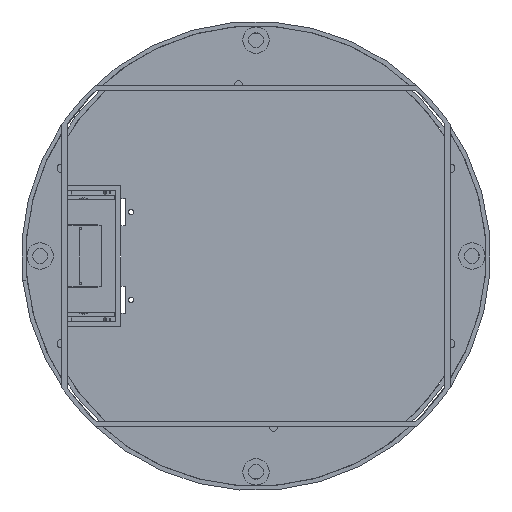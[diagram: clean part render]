
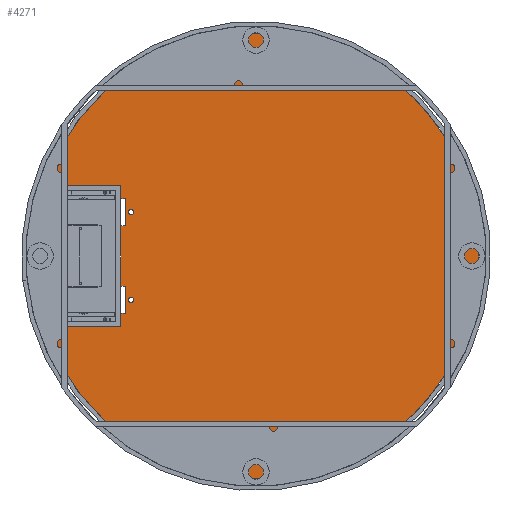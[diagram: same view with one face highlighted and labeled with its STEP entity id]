
A CAD part, front view. The second image highlights one B-rep face of the part: STEP entity #4271.
In plain terms, the highlighted face is planar.
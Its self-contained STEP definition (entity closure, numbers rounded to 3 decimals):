
#3668=CARTESIAN_POINT('',(0.,2.,0.));
#3669=DIRECTION('',(0.,-1.,0.));
#3670=DIRECTION('',(0.,0.,-1.));
#3671=AXIS2_PLACEMENT_3D('',#3668,#3669,#3670);
#3683=CARTESIAN_POINT('',(0.,2.,0.));
#3684=DIRECTION('',(0.,-1.,0.));
#3685=DIRECTION('',(0.942,0.,0.335));
#3686=AXIS2_PLACEMENT_3D('',#3683,#3684,#3685);
#3736=DIRECTION('',(-1.,0.,0.));
#3737=VECTOR('',#3736,33.);
#3738=CARTESIAN_POINT('',(94.75,2.,32.15));
#3739=LINE('',#3738,#3737);
#3740=DIRECTION('',(0.,0.,-1.));
#3741=VECTOR('',#3740,2.05);
#3742=CARTESIAN_POINT('',(94.75,2.,34.2));
#3743=LINE('',#3742,#3741);
#3744=DIRECTION('',(-1.,0.,0.));
#3745=VECTOR('',#3744,1.346);
#3746=CARTESIAN_POINT('',(96.096,2.,34.2));
#3747=LINE('',#3746,#3745);
#3748=DIRECTION('',(1.,0.,0.));
#3749=VECTOR('',#3748,1.346);
#3750=CARTESIAN_POINT('',(94.75,2.,-34.2));
#3751=LINE('',#3750,#3749);
#3752=DIRECTION('',(0.,0.,-1.));
#3753=VECTOR('',#3752,2.05);
#3754=CARTESIAN_POINT('',(94.75,2.,-32.15));
#3755=LINE('',#3754,#3753);
#3756=DIRECTION('',(1.,0.,0.));
#3757=VECTOR('',#3756,33.);
#3758=CARTESIAN_POINT('',(61.75,2.,-32.15));
#3759=LINE('',#3758,#3757);
#3760=DIRECTION('',(0.,0.,-1.));
#3761=VECTOR('',#3760,5.95);
#3762=CARTESIAN_POINT('',(61.75,2.,-26.2));
#3763=LINE('',#3762,#3761);
#3764=DIRECTION('',(1.,0.,0.));
#3765=VECTOR('',#3764,2.2);
#3766=CARTESIAN_POINT('',(59.55,2.,-26.2));
#3767=LINE('',#3766,#3765);
#3768=DIRECTION('',(0.,0.,-1.));
#3769=VECTOR('',#3768,12.4);
#3770=CARTESIAN_POINT('',(59.55,2.,-13.8));
#3771=LINE('',#3770,#3769);
#3772=DIRECTION('',(-1.,0.,0.));
#3773=VECTOR('',#3772,2.2);
#3774=CARTESIAN_POINT('',(61.75,2.,-13.8));
#3775=LINE('',#3774,#3773);
#3776=DIRECTION('',(0.,0.,-1.));
#3777=VECTOR('',#3776,27.6);
#3778=CARTESIAN_POINT('',(61.75,2.,13.8));
#3779=LINE('',#3778,#3777);
#3780=DIRECTION('',(1.,0.,0.));
#3781=VECTOR('',#3780,2.2);
#3782=CARTESIAN_POINT('',(59.55,2.,13.8));
#3783=LINE('',#3782,#3781);
#3784=DIRECTION('',(0.,0.,-1.));
#3785=VECTOR('',#3784,12.4);
#3786=CARTESIAN_POINT('',(59.55,2.,26.2));
#3787=LINE('',#3786,#3785);
#3788=DIRECTION('',(-1.,0.,0.));
#3789=VECTOR('',#3788,2.2);
#3790=CARTESIAN_POINT('',(61.75,2.,26.2));
#3791=LINE('',#3790,#3789);
#3792=DIRECTION('',(0.,0.,-1.));
#3793=VECTOR('',#3792,5.95);
#3794=CARTESIAN_POINT('',(61.75,2.,32.15));
#3795=LINE('',#3794,#3793);
#3796=CARTESIAN_POINT('',(56.95,2.,-20.));
#3797=DIRECTION('',(0.,1.,0.));
#3798=DIRECTION('',(0.,0.,-1.));
#3799=AXIS2_PLACEMENT_3D('',#3796,#3797,#3798);
#3801=CARTESIAN_POINT('',(56.95,2.,-20.));
#3802=DIRECTION('',(0.,1.,0.));
#3803=DIRECTION('',(0.,0.,1.));
#3804=AXIS2_PLACEMENT_3D('',#3801,#3802,#3803);
#3806=CARTESIAN_POINT('',(56.95,2.,20.));
#3807=DIRECTION('',(0.,1.,0.));
#3808=DIRECTION('',(0.,0.,-1.));
#3809=AXIS2_PLACEMENT_3D('',#3806,#3807,#3808);
#3811=CARTESIAN_POINT('',(56.95,2.,20.));
#3812=DIRECTION('',(0.,1.,0.));
#3813=DIRECTION('',(0.,0.,1.));
#3814=AXIS2_PLACEMENT_3D('',#3811,#3812,#3813);
#3816=CARTESIAN_POINT('',(0.,2.,0.));
#3817=DIRECTION('',(0.,1.,0.));
#3818=DIRECTION('',(0.,0.,-1.));
#3819=AXIS2_PLACEMENT_3D('',#3816,#3817,#3818);
#3851=CARTESIAN_POINT('',(0.,2.,-102.));
#3853=VERTEX_POINT('',#3851);
#3855=CARTESIAN_POINT('',(0.,2.,102.));
#3857=VERTEX_POINT('',#3855);
#3872=CARTESIAN_POINT('',(94.75,2.,32.15));
#3873=CARTESIAN_POINT('',(61.75,2.,32.15));
#3874=VERTEX_POINT('',#3872);
#3875=VERTEX_POINT('',#3873);
#3876=CARTESIAN_POINT('',(61.75,2.,26.2));
#3877=VERTEX_POINT('',#3876);
#3878=CARTESIAN_POINT('',(61.75,2.,-32.15));
#3879=CARTESIAN_POINT('',(94.75,2.,-32.15));
#3880=VERTEX_POINT('',#3878);
#3881=VERTEX_POINT('',#3879);
#3882=CARTESIAN_POINT('',(96.096,2.,34.2));
#3883=VERTEX_POINT('',#3882);
#3884=CARTESIAN_POINT('',(96.096,2.,-34.2));
#3885=VERTEX_POINT('',#3884);
#3890=CARTESIAN_POINT('',(56.95,2.,18.75));
#3891=CARTESIAN_POINT('',(56.95,2.,21.25));
#3892=VERTEX_POINT('',#3890);
#3893=VERTEX_POINT('',#3891);
#3898=CARTESIAN_POINT('',(56.95,2.,-21.25));
#3899=CARTESIAN_POINT('',(56.95,2.,-18.75));
#3900=VERTEX_POINT('',#3898);
#3901=VERTEX_POINT('',#3899);
#3906=CARTESIAN_POINT('',(94.75,2.,34.2));
#3907=VERTEX_POINT('',#3906);
#3908=CARTESIAN_POINT('',(94.75,2.,-34.2));
#3909=VERTEX_POINT('',#3908);
#3924=CARTESIAN_POINT('',(59.55,2.,26.2));
#3925=VERTEX_POINT('',#3924);
#3926=CARTESIAN_POINT('',(59.55,2.,13.8));
#3927=VERTEX_POINT('',#3926);
#3928=CARTESIAN_POINT('',(61.75,2.,13.8));
#3929=VERTEX_POINT('',#3928);
#3930=CARTESIAN_POINT('',(61.75,2.,-13.8));
#3931=VERTEX_POINT('',#3930);
#3932=CARTESIAN_POINT('',(59.55,2.,-13.8));
#3933=VERTEX_POINT('',#3932);
#3934=CARTESIAN_POINT('',(59.55,2.,-26.2));
#3935=VERTEX_POINT('',#3934);
#3936=CARTESIAN_POINT('',(61.75,2.,-26.2));
#3937=VERTEX_POINT('',#3936);
#4233=CARTESIAN_POINT('',(0.,2.,0.));
#4234=DIRECTION('',(0.,1.,0.));
#4235=DIRECTION('',(1.,0.,0.));
#4236=AXIS2_PLACEMENT_3D('',#4233,#4234,#4235);
#4237=PLANE('',#4236);
#4238=ORIENTED_EDGE('',*,*,#4002,.F.);
#4239=ORIENTED_EDGE('',*,*,#4017,.F.);
#4240=ORIENTED_EDGE('',*,*,#4031,.F.);
#4241=ORIENTED_EDGE('',*,*,#4061,.T.);
#4243=ORIENTED_EDGE('',*,*,#4242,.F.);
#4244=ORIENTED_EDGE('',*,*,#4044,.T.);
#4245=ORIENTED_EDGE('',*,*,#4074,.F.);
#4246=ORIENTED_EDGE('',*,*,#4088,.F.);
#4247=ORIENTED_EDGE('',*,*,#4102,.F.);
#4248=ORIENTED_EDGE('',*,*,#4116,.F.);
#4249=ORIENTED_EDGE('',*,*,#4130,.F.);
#4250=ORIENTED_EDGE('',*,*,#4144,.F.);
#4251=ORIENTED_EDGE('',*,*,#4158,.F.);
#4252=ORIENTED_EDGE('',*,*,#4172,.F.);
#4253=ORIENTED_EDGE('',*,*,#4186,.F.);
#4254=ORIENTED_EDGE('',*,*,#4200,.F.);
#4255=ORIENTED_EDGE('',*,*,#4214,.F.);
#4256=ORIENTED_EDGE('',*,*,#4227,.F.);
#4257=EDGE_LOOP('',(#4238,#4239,#4240,#4241,#4243,#4244,#4245,#4246,#4247,#4248,
#4249,#4250,#4251,#4252,#4253,#4254,#4255,#4256));
#4258=FACE_OUTER_BOUND('',#4257,.F.);
#4260=ORIENTED_EDGE('',*,*,#4259,.T.);
#4262=ORIENTED_EDGE('',*,*,#4261,.T.);
#4263=EDGE_LOOP('',(#4260,#4262));
#4264=FACE_BOUND('',#4263,.F.);
#4266=ORIENTED_EDGE('',*,*,#4265,.T.);
#4268=ORIENTED_EDGE('',*,*,#4267,.T.);
#4269=EDGE_LOOP('',(#4266,#4268));
#4270=FACE_BOUND('',#4269,.F.);
#3672=CIRCLE('',#3671,102.);
#3687=CIRCLE('',#3686,102.);
#3800=CIRCLE('',#3799,1.25);
#3805=CIRCLE('',#3804,1.25);
#3810=CIRCLE('',#3809,1.25);
#3815=CIRCLE('',#3814,1.25);
#3820=CIRCLE('',#3819,102.);
#4002=EDGE_CURVE('',#3874,#3875,#3739,.T.);
#4017=EDGE_CURVE('',#3907,#3874,#3743,.T.);
#4031=EDGE_CURVE('',#3883,#3907,#3747,.T.);
#4044=EDGE_CURVE('',#3853,#3885,#3672,.T.);
#4061=EDGE_CURVE('',#3883,#3857,#3687,.T.);
#4074=EDGE_CURVE('',#3909,#3885,#3751,.T.);
#4088=EDGE_CURVE('',#3881,#3909,#3755,.T.);
#4102=EDGE_CURVE('',#3880,#3881,#3759,.T.);
#4116=EDGE_CURVE('',#3937,#3880,#3763,.T.);
#4130=EDGE_CURVE('',#3935,#3937,#3767,.T.);
#4144=EDGE_CURVE('',#3933,#3935,#3771,.T.);
#4158=EDGE_CURVE('',#3931,#3933,#3775,.T.);
#4172=EDGE_CURVE('',#3929,#3931,#3779,.T.);
#4186=EDGE_CURVE('',#3927,#3929,#3783,.T.);
#4200=EDGE_CURVE('',#3925,#3927,#3787,.T.);
#4214=EDGE_CURVE('',#3877,#3925,#3791,.T.);
#4227=EDGE_CURVE('',#3875,#3877,#3795,.T.);
#4242=EDGE_CURVE('',#3853,#3857,#3820,.T.);
#4259=EDGE_CURVE('',#3900,#3901,#3800,.T.);
#4261=EDGE_CURVE('',#3901,#3900,#3805,.T.);
#4265=EDGE_CURVE('',#3892,#3893,#3810,.T.);
#4267=EDGE_CURVE('',#3893,#3892,#3815,.T.);
#4271=ADVANCED_FACE('',(#4258,#4264,#4270),#4237,.T.);
